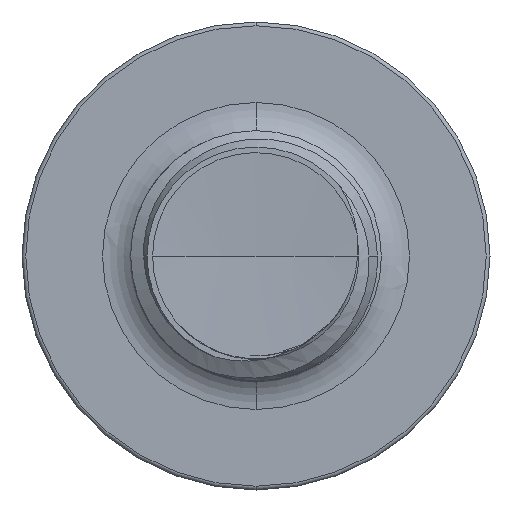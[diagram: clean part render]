
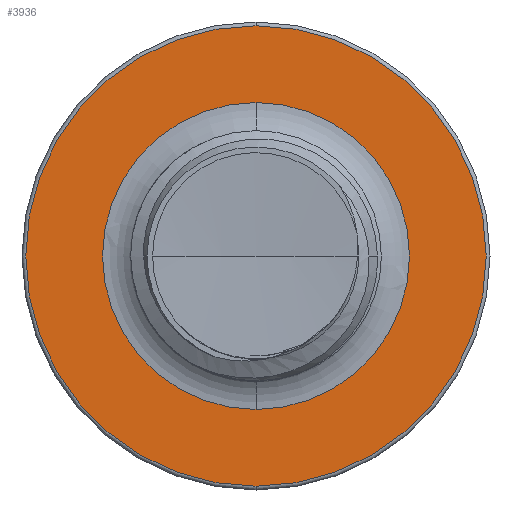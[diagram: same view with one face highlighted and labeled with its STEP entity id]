
A CAD part, front view. The second image highlights one B-rep face of the part: STEP entity #3936.
In plain terms, the highlighted planar face has unit normal (0, -1, 0).
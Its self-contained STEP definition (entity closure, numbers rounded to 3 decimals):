
#676 = CARTESIAN_POINT ( 'NONE',  ( 0., 8.5, 0. ) ) ;
#2747 = DIRECTION ( 'NONE',  ( 0., 0., -1. ) ) ;
#2937 = VERTEX_POINT ( 'NONE', #15863 ) ;
#3347 = DIRECTION ( 'NONE',  ( 0., -1., 0. ) ) ;
#3936 = ADVANCED_FACE ( 'NONE', ( #13443, #14784 ), #17623, .T. ) ;
#5066 = CIRCLE ( 'NONE', #20482, 2.755 ) ;
#5490 = ORIENTED_EDGE ( 'NONE', *, *, #14313, .F. ) ;
#9119 = VERTEX_POINT ( 'NONE', #13785 ) ;
#9495 = AXIS2_PLACEMENT_3D ( 'NONE', #9867, #24543, #11938 ) ;
#9867 = CARTESIAN_POINT ( 'NONE',  ( 0., 8.5, 0. ) ) ;
#10492 = EDGE_CURVE ( 'NONE', #26516, #9119, #14916, .T. ) ;
#11024 = DIRECTION ( 'NONE',  ( 0., -1., 0. ) ) ;
#11938 = DIRECTION ( 'NONE',  ( 0., 0., -1. ) ) ;
#12535 = CIRCLE ( 'NONE', #13801, 2.755 ) ;
#12696 = EDGE_LOOP ( 'NONE', ( #5490, #17779 ) ) ;
#13443 = FACE_OUTER_BOUND ( 'NONE', #14965, .T. ) ;
#13785 = CARTESIAN_POINT ( 'NONE',  ( 0., 8.5, -1.836 ) ) ;
#13801 = AXIS2_PLACEMENT_3D ( 'NONE', #23605, #11024, #25750 ) ;
#14313 = EDGE_CURVE ( 'NONE', #9119, #26516, #26101, .T. ) ;
#14357 = ORIENTED_EDGE ( 'NONE', *, *, #20149, .T. ) ;
#14736 = CARTESIAN_POINT ( 'NONE',  ( 0., 8.5, -2.755 ) ) ;
#14784 = FACE_BOUND ( 'NONE', #12696, .T. ) ;
#14916 = CIRCLE ( 'NONE', #9495, 1.836 ) ;
#14965 = EDGE_LOOP ( 'NONE', ( #22415, #14357 ) ) ;
#15265 = DIRECTION ( 'NONE',  ( 0., -1., 0. ) ) ;
#15863 = CARTESIAN_POINT ( 'NONE',  ( 0., 8.5, 2.755 ) ) ;
#15877 = CARTESIAN_POINT ( 'NONE',  ( 0., 8.5, 0. ) ) ;
#17328 = EDGE_CURVE ( 'NONE', #25736, #2937, #5066, .T. ) ;
#17623 = PLANE ( 'NONE',  #25866 ) ;
#17779 = ORIENTED_EDGE ( 'NONE', *, *, #10492, .F. ) ;
#17987 = DIRECTION ( 'NONE',  ( 0., 0., -1. ) ) ;
#20149 = EDGE_CURVE ( 'NONE', #2937, #25736, #12535, .T. ) ;
#20482 = AXIS2_PLACEMENT_3D ( 'NONE', #676, #15265, #2747 ) ;
#22415 = ORIENTED_EDGE ( 'NONE', *, *, #17328, .T. ) ;
#23380 = AXIS2_PLACEMENT_3D ( 'NONE', #15877, #3347, #17987 ) ;
#23605 = CARTESIAN_POINT ( 'NONE',  ( 0., 8.5, 0. ) ) ;
#24543 = DIRECTION ( 'NONE',  ( 0., -1., 0. ) ) ;
#24755 = CARTESIAN_POINT ( 'NONE',  ( 0., 8.5, 1.836 ) ) ;
#25736 = VERTEX_POINT ( 'NONE', #14736 ) ;
#25750 = DIRECTION ( 'NONE',  ( 0., 0., -1. ) ) ;
#25860 = DIRECTION ( 'NONE',  ( 0., 0., -1. ) ) ;
#25866 = AXIS2_PLACEMENT_3D ( 'NONE', #26046, #25949, #25860 ) ;
#25949 = DIRECTION ( 'NONE',  ( 0., -1., 0. ) ) ;
#26046 = CARTESIAN_POINT ( 'NONE',  ( 0., 8.5, 1.836 ) ) ;
#26101 = CIRCLE ( 'NONE', #23380, 1.836 ) ;
#26516 = VERTEX_POINT ( 'NONE', #24755 ) ;
